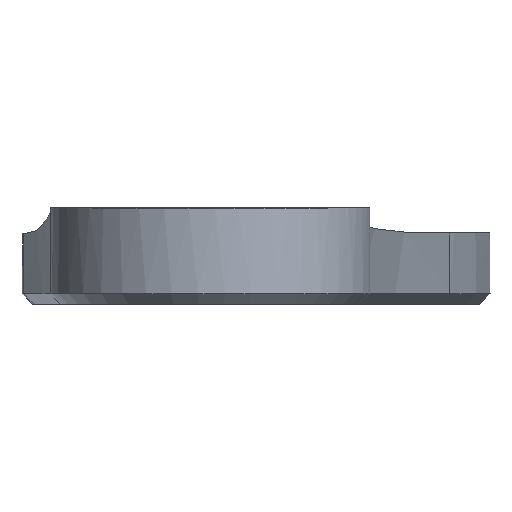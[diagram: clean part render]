
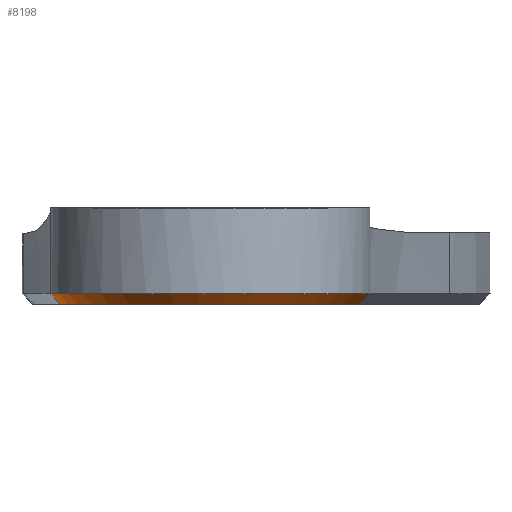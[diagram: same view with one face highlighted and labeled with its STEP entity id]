
A CAD part, front view. The second image highlights one B-rep face of the part: STEP entity #8198.
In plain terms, the highlighted conical face has half-angle 45 degrees and reference radius 30 mm.
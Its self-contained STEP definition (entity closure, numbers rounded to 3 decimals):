
#1197 = CONICAL_SURFACE('',#1198,237.167,0.785);
#1198 = AXIS2_PLACEMENT_3D('',#1199,#1200,#1201);
#1199 = CARTESIAN_POINT('',(261.721,-56.141,2.));
#1200 = DIRECTION('',(0.,0.,-1.));
#1201 = DIRECTION('',(-0.98,-0.201,0.));
#1225 = PLANE('',#1226);
#1226 = AXIS2_PLACEMENT_3D('',#1227,#1228,#1229);
#1227 = CARTESIAN_POINT('',(45.,40.192,0.));
#1228 = DIRECTION('',(0.,0.,-1.));
#1229 = DIRECTION('',(-1.,0.,0.));
#1620 = VERTEX_POINT('',#1621);
#1621 = CARTESIAN_POINT('',(29.389,-103.782,2.));
#1637 = CYLINDRICAL_SURFACE('',#1638,30.);
#1638 = AXIS2_PLACEMENT_3D('',#1639,#1640,#1641);
#1639 = CARTESIAN_POINT('',(0.,-109.808,0.));
#1640 = DIRECTION('',(0.,0.,-1.));
#1641 = DIRECTION('',(1.,0.,0.));
#3748 = EDGE_CURVE('',#3749,#1620,#3751,.T.);
#3749 = VERTEX_POINT('',#3750);
#3750 = CARTESIAN_POINT('',(27.429,-104.184,0.));
#3751 = SURFACE_CURVE('',#3752,(#3756,#3762),.PCURVE_S1.);
#3752 = LINE('',#3753,#3754);
#3753 = CARTESIAN_POINT('',(29.389,-103.782,2.));
#3754 = VECTOR('',#3755,1.);
#3755 = DIRECTION('',(0.693,0.142,0.707));
#3756 = PCURVE('',#1197,#3757);
#3757 = DEFINITIONAL_REPRESENTATION('',(#3758),#3761);
#3758 = B_SPLINE_CURVE_WITH_KNOTS('',1,(#3759,#3760),.UNSPECIFIED.,.F.,
  .F.,(2,2),(-2.828,0.),.PIECEWISE_BEZIER_KNOTS.);
#3759 = CARTESIAN_POINT('',(0.,2.));
#3760 = CARTESIAN_POINT('',(0.,0.));
#3761 = ( GEOMETRIC_REPRESENTATION_CONTEXT(2) 
PARAMETRIC_REPRESENTATION_CONTEXT() REPRESENTATION_CONTEXT('2D SPACE',''
  ) );
#3762 = PCURVE('',#3763,#3768);
#3763 = CONICAL_SURFACE('',#3764,30.,0.785);
#3764 = AXIS2_PLACEMENT_3D('',#3765,#3766,#3767);
#3765 = CARTESIAN_POINT('',(0.,-109.808,2.));
#3766 = DIRECTION('',(0.,0.,1.));
#3767 = DIRECTION('',(-1.,0.02,0.));
#3768 = DEFINITIONAL_REPRESENTATION('',(#3769),#3772);
#3769 = B_SPLINE_CURVE_WITH_KNOTS('',1,(#3770,#3771),.UNSPECIFIED.,.F.,
  .F.,(2,2),(-2.828,0.),.PIECEWISE_BEZIER_KNOTS.);
#3770 = CARTESIAN_POINT('',(3.364,-2.));
#3771 = CARTESIAN_POINT('',(3.364,0.));
#3772 = ( GEOMETRIC_REPRESENTATION_CONTEXT(2) 
PARAMETRIC_REPRESENTATION_CONTEXT() REPRESENTATION_CONTEXT('2D SPACE',''
  ) );
#3801 = EDGE_CURVE('',#3802,#3749,#3804,.T.);
#3802 = VERTEX_POINT('',#3803);
#3803 = CARTESIAN_POINT('',(-27.994,-109.249,0.));
#3804 = SURFACE_CURVE('',#3805,(#3810,#3821),.PCURVE_S1.);
#3805 = CIRCLE('',#3806,28.);
#3806 = AXIS2_PLACEMENT_3D('',#3807,#3808,#3809);
#3807 = CARTESIAN_POINT('',(0.,-109.808,0.));
#3808 = DIRECTION('',(0.,0.,1.));
#3809 = DIRECTION('',(-1.,0.02,0.));
#3810 = PCURVE('',#1225,#3811);
#3811 = DEFINITIONAL_REPRESENTATION('',(#3812),#3820);
#3812 = ( BOUNDED_CURVE() B_SPLINE_CURVE(2,(#3813,#3814,#3815,#3816,
#3817,#3818,#3819),.UNSPECIFIED.,.F.,.F.) B_SPLINE_CURVE_WITH_KNOTS((1,2
    ,2,2,2,1),(-2.094,0.,2.094,4.189,
6.283,8.378),.UNSPECIFIED.) CURVE() 
GEOMETRIC_REPRESENTATION_ITEM() RATIONAL_B_SPLINE_CURVE((1.,0.5,1.,0.5,
1.,0.5,1.)) REPRESENTATION_ITEM('') );
#3813 = CARTESIAN_POINT('',(72.994,-149.441));
#3814 = CARTESIAN_POINT('',(73.963,-197.928));
#3815 = CARTESIAN_POINT('',(31.487,-174.524));
#3816 = CARTESIAN_POINT('',(-10.989,-151.119));
#3817 = CARTESIAN_POINT('',(30.518,-126.036));
#3818 = CARTESIAN_POINT('',(72.026,-100.953));
#3819 = CARTESIAN_POINT('',(72.994,-149.441));
#3820 = ( GEOMETRIC_REPRESENTATION_CONTEXT(2) 
PARAMETRIC_REPRESENTATION_CONTEXT() REPRESENTATION_CONTEXT('2D SPACE',''
  ) );
#3821 = PCURVE('',#3763,#3822);
#3822 = DEFINITIONAL_REPRESENTATION('',(#3823),#3827);
#3823 = LINE('',#3824,#3825);
#3824 = CARTESIAN_POINT('',(0.,-2.));
#3825 = VECTOR('',#3826,1.);
#3826 = DIRECTION('',(1.,0.));
#3827 = ( GEOMETRIC_REPRESENTATION_CONTEXT(2) 
PARAMETRIC_REPRESENTATION_CONTEXT() REPRESENTATION_CONTEXT('2D SPACE',''
  ) );
#3846 = CONICAL_SURFACE('',#3847,1398.383,0.785);
#3847 = AXIS2_PLACEMENT_3D('',#3848,#3849,#3850);
#3848 = CARTESIAN_POINT('',(-1428.098,-81.271,2.));
#3849 = DIRECTION('',(0.,0.,-1.));
#3850 = DIRECTION('',(0.996,0.087,0.));
#3891 = EDGE_CURVE('',#3892,#1620,#3894,.T.);
#3892 = VERTEX_POINT('',#3893);
#3893 = CARTESIAN_POINT('',(-29.994,-109.209,2.));
#3894 = SURFACE_CURVE('',#3895,(#3900,#3907),.PCURVE_S1.);
#3895 = CIRCLE('',#3896,30.);
#3896 = AXIS2_PLACEMENT_3D('',#3897,#3898,#3899);
#3897 = CARTESIAN_POINT('',(0.,-109.808,2.));
#3898 = DIRECTION('',(0.,0.,1.));
#3899 = DIRECTION('',(-1.,0.02,0.));
#3900 = PCURVE('',#1637,#3901);
#3901 = DEFINITIONAL_REPRESENTATION('',(#3902),#3906);
#3902 = LINE('',#3903,#3904);
#3903 = CARTESIAN_POINT('',(-3.122,-2.));
#3904 = VECTOR('',#3905,1.);
#3905 = DIRECTION('',(-1.,0.));
#3906 = ( GEOMETRIC_REPRESENTATION_CONTEXT(2) 
PARAMETRIC_REPRESENTATION_CONTEXT() REPRESENTATION_CONTEXT('2D SPACE',''
  ) );
#3907 = PCURVE('',#3763,#3908);
#3908 = DEFINITIONAL_REPRESENTATION('',(#3909),#3913);
#3909 = LINE('',#3910,#3911);
#3910 = CARTESIAN_POINT('',(0.,0.));
#3911 = VECTOR('',#3912,1.);
#3912 = DIRECTION('',(1.,0.));
#3913 = ( GEOMETRIC_REPRESENTATION_CONTEXT(2) 
PARAMETRIC_REPRESENTATION_CONTEXT() REPRESENTATION_CONTEXT('2D SPACE',''
  ) );
#8198 = ADVANCED_FACE('',(#8199),#3763,.T.);
#8199 = FACE_BOUND('',#8200,.T.);
#8200 = EDGE_LOOP('',(#8201,#8220,#8221,#8222));
#8201 = ORIENTED_EDGE('',*,*,#8202,.F.);
#8202 = EDGE_CURVE('',#3802,#3892,#8203,.T.);
#8203 = SURFACE_CURVE('',#8204,(#8208,#8214),.PCURVE_S1.);
#8204 = LINE('',#8205,#8206);
#8205 = CARTESIAN_POINT('',(-29.994,-109.209,2.));
#8206 = VECTOR('',#8207,1.);
#8207 = DIRECTION('',(-0.707,0.014,0.707
    ));
#8208 = PCURVE('',#3763,#8209);
#8209 = DEFINITIONAL_REPRESENTATION('',(#8210),#8213);
#8210 = B_SPLINE_CURVE_WITH_KNOTS('',1,(#8211,#8212),.UNSPECIFIED.,.F.,
  .F.,(2,2),(-2.828,0.),.PIECEWISE_BEZIER_KNOTS.);
#8211 = CARTESIAN_POINT('',(0.,-2.));
#8212 = CARTESIAN_POINT('',(0.,0.));
#8213 = ( GEOMETRIC_REPRESENTATION_CONTEXT(2) 
PARAMETRIC_REPRESENTATION_CONTEXT() REPRESENTATION_CONTEXT('2D SPACE',''
  ) );
#8214 = PCURVE('',#3846,#8215);
#8215 = DEFINITIONAL_REPRESENTATION('',(#8216),#8219);
#8216 = B_SPLINE_CURVE_WITH_KNOTS('',1,(#8217,#8218),.UNSPECIFIED.,.F.,
  .F.,(2,2),(-2.828,0.),.PIECEWISE_BEZIER_KNOTS.);
#8217 = CARTESIAN_POINT('',(0.107,2.));
#8218 = CARTESIAN_POINT('',(0.107,0.));
#8219 = ( GEOMETRIC_REPRESENTATION_CONTEXT(2) 
PARAMETRIC_REPRESENTATION_CONTEXT() REPRESENTATION_CONTEXT('2D SPACE',''
  ) );
#8220 = ORIENTED_EDGE('',*,*,#3801,.T.);
#8221 = ORIENTED_EDGE('',*,*,#3748,.T.);
#8222 = ORIENTED_EDGE('',*,*,#3891,.F.);
